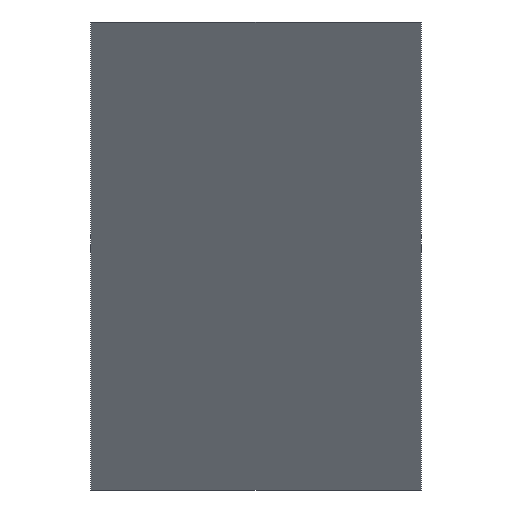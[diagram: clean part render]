
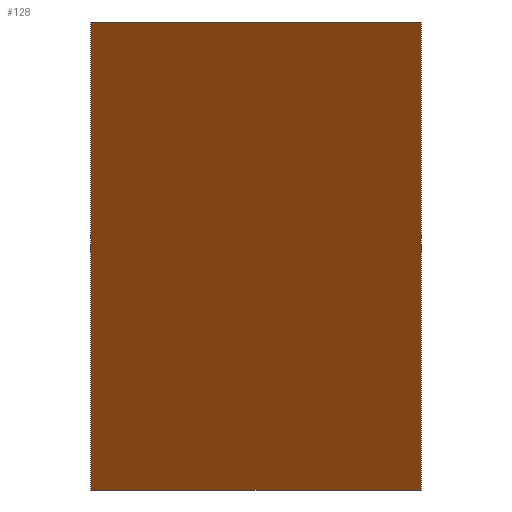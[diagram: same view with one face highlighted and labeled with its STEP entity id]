
A CAD part, front view. The second image highlights one B-rep face of the part: STEP entity #128.
In plain terms, the highlighted planar face has unit normal (-0.707, -0.707, 0).
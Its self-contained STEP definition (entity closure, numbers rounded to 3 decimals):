
#3 = EDGE_CURVE ( 'NONE', #21, #125, #105, .T. ) ;
#5 = CARTESIAN_POINT ( 'NONE',  ( 136.924, 34.439, 0. ) ) ;
#7 = DIRECTION ( 'NONE',  ( 0.707, 0.707, 0. ) ) ;
#8 = EDGE_CURVE ( 'NONE', #29, #125, #33, .T. ) ;
#10 = CARTESIAN_POINT ( 'NONE',  ( 136.924, 34.439, 15. ) ) ;
#15 = EDGE_CURVE ( 'NONE', #52, #21, #54, .T. ) ;
#21 = VERTEX_POINT ( 'NONE', #162 ) ;
#22 = DIRECTION ( 'NONE',  ( 0.707, -0.707, 0. ) ) ;
#26 = FACE_OUTER_BOUND ( 'NONE', #64, .T. ) ;
#29 = VERTEX_POINT ( 'NONE', #5 ) ;
#33 = LINE ( 'NONE', #90, #82 ) ;
#34 = CARTESIAN_POINT ( 'NONE',  ( 147.531, 23.833, 15. ) ) ;
#38 = PLANE ( 'NONE',  #98 ) ;
#39 = VECTOR ( 'NONE', #100, 1000. ) ;
#45 = CARTESIAN_POINT ( 'NONE',  ( 136.924, 34.439, 15. ) ) ;
#47 = LINE ( 'NONE', #10, #109 ) ;
#52 = VERTEX_POINT ( 'NONE', #101 ) ;
#54 = LINE ( 'NONE', #45, #139 ) ;
#60 = ORIENTED_EDGE ( 'NONE', *, *, #15, .F. ) ;
#64 = EDGE_LOOP ( 'NONE', ( #127, #74, #60, #121 ) ) ;
#74 = ORIENTED_EDGE ( 'NONE', *, *, #3, .F. ) ;
#78 = DIRECTION ( 'NONE',  ( -0.707, 0.707, 0. ) ) ;
#82 = VECTOR ( 'NONE', #143, 1000. ) ;
#90 = CARTESIAN_POINT ( 'NONE',  ( 136.924, 34.439, 0. ) ) ;
#92 = CARTESIAN_POINT ( 'NONE',  ( 147.531, 23.833, 0. ) ) ;
#98 = AXIS2_PLACEMENT_3D ( 'NONE', #126, #7, #78 ) ;
#100 = DIRECTION ( 'NONE',  ( 0., 0., -1. ) ) ;
#101 = CARTESIAN_POINT ( 'NONE',  ( 136.924, 34.439, 15. ) ) ;
#105 = LINE ( 'NONE', #34, #39 ) ;
#109 = VECTOR ( 'NONE', #163, 1000. ) ;
#121 = ORIENTED_EDGE ( 'NONE', *, *, #166, .T. ) ;
#125 = VERTEX_POINT ( 'NONE', #92 ) ;
#126 = CARTESIAN_POINT ( 'NONE',  ( 136.924, 34.439, 15. ) ) ;
#127 = ORIENTED_EDGE ( 'NONE', *, *, #8, .T. ) ;
#128 = ADVANCED_FACE ( 'NONE', ( #26 ), #38, .F. ) ;
#139 = VECTOR ( 'NONE', #22, 1000. ) ;
#143 = DIRECTION ( 'NONE',  ( 0.707, -0.707, 0. ) ) ;
#162 = CARTESIAN_POINT ( 'NONE',  ( 147.531, 23.833, 15. ) ) ;
#163 = DIRECTION ( 'NONE',  ( 0., 0., -1. ) ) ;
#166 = EDGE_CURVE ( 'NONE', #52, #29, #47, .T. ) ;
